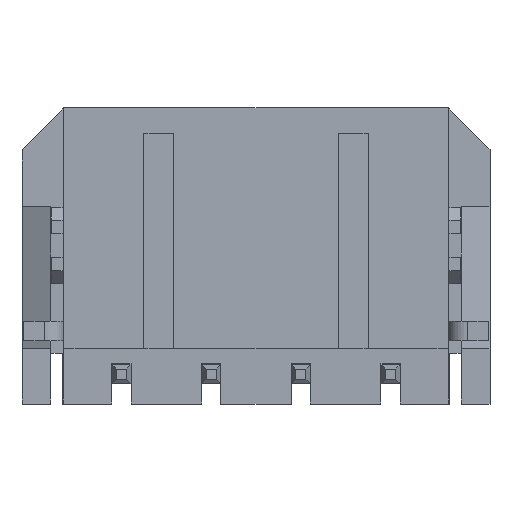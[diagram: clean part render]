
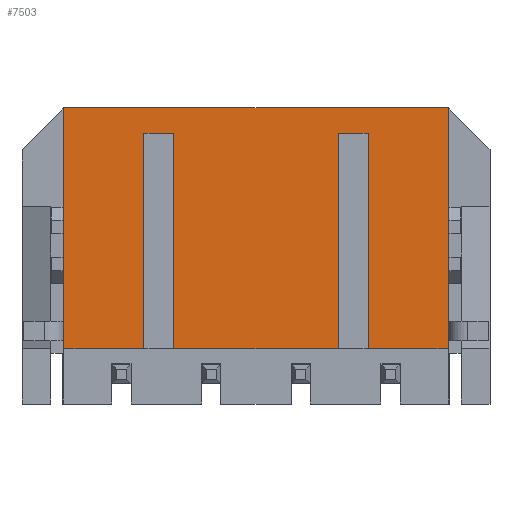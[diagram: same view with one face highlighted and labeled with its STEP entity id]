
A CAD part, front view. The second image highlights one B-rep face of the part: STEP entity #7503.
In plain terms, the highlighted planar face has unit normal (0, -1, 0).
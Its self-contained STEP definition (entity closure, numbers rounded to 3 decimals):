
#2329=DIRECTION('',(0.,0.,1.));
#2330=VECTOR('',#2329,7.2);
#2331=CARTESIAN_POINT('',(-2.75,-1.93,-3.1));
#2332=LINE('',#2331,#2330);
#2333=DIRECTION('',(1.,0.,0.));
#2334=VECTOR('',#2333,1.);
#2335=CARTESIAN_POINT('',(-3.75,-1.93,4.1));
#2336=LINE('',#2335,#2334);
#2337=DIRECTION('',(0.,0.,1.));
#2338=VECTOR('',#2337,7.2);
#2339=CARTESIAN_POINT('',(-3.75,-1.93,-3.1));
#2340=LINE('',#2339,#2338);
#2341=DIRECTION('',(-1.,0.,0.));
#2342=VECTOR('',#2341,2.675);
#2343=CARTESIAN_POINT('',(-3.75,-1.93,-3.1));
#2344=LINE('',#2343,#2342);
#2345=DIRECTION('',(0.,0.,-1.));
#2346=VECTOR('',#2345,8.05);
#2347=CARTESIAN_POINT('',(-6.425,-1.93,4.95));
#2348=LINE('',#2347,#2346);
#2349=DIRECTION('',(1.,0.,0.));
#2350=VECTOR('',#2349,12.85);
#2351=CARTESIAN_POINT('',(-6.425,-1.93,4.95));
#2352=LINE('',#2351,#2350);
#2353=DIRECTION('',(0.,0.,-1.));
#2354=VECTOR('',#2353,8.05);
#2355=CARTESIAN_POINT('',(6.425,-1.93,4.95));
#2356=LINE('',#2355,#2354);
#2357=DIRECTION('',(-1.,0.,0.));
#2358=VECTOR('',#2357,2.675);
#2359=CARTESIAN_POINT('',(6.425,-1.93,-3.1));
#2360=LINE('',#2359,#2358);
#2361=DIRECTION('',(0.,0.,1.));
#2362=VECTOR('',#2361,7.2);
#2363=CARTESIAN_POINT('',(3.75,-1.93,-3.1));
#2364=LINE('',#2363,#2362);
#2365=DIRECTION('',(-1.,0.,0.));
#2366=VECTOR('',#2365,1.);
#2367=CARTESIAN_POINT('',(3.75,-1.93,4.1));
#2368=LINE('',#2367,#2366);
#2369=DIRECTION('',(0.,0.,1.));
#2370=VECTOR('',#2369,7.2);
#2371=CARTESIAN_POINT('',(2.75,-1.93,-3.1));
#2372=LINE('',#2371,#2370);
#2373=DIRECTION('',(-1.,0.,0.));
#2374=VECTOR('',#2373,5.5);
#2375=CARTESIAN_POINT('',(2.75,-1.93,-3.1));
#2376=LINE('',#2375,#2374);
#3473=CARTESIAN_POINT('',(2.75,-1.93,-3.1));
#3474=CARTESIAN_POINT('',(2.75,-1.93,4.1));
#3475=VERTEX_POINT('',#3473);
#3476=VERTEX_POINT('',#3474);
#3477=CARTESIAN_POINT('',(3.75,-1.93,-3.1));
#3478=CARTESIAN_POINT('',(3.75,-1.93,4.1));
#3479=VERTEX_POINT('',#3477);
#3480=VERTEX_POINT('',#3478);
#4013=CARTESIAN_POINT('',(-6.425,-1.93,4.95));
#4014=CARTESIAN_POINT('',(-6.425,-1.93,-3.1));
#4015=VERTEX_POINT('',#4013);
#4016=VERTEX_POINT('',#4014);
#4017=CARTESIAN_POINT('',(6.425,-1.93,4.95));
#4018=CARTESIAN_POINT('',(6.425,-1.93,-3.1));
#4019=VERTEX_POINT('',#4017);
#4020=VERTEX_POINT('',#4018);
#4129=CARTESIAN_POINT('',(-2.75,-1.93,4.1));
#4130=VERTEX_POINT('',#4129);
#4131=CARTESIAN_POINT('',(-2.75,-1.93,-3.1));
#4132=VERTEX_POINT('',#4131);
#4133=CARTESIAN_POINT('',(-3.75,-1.93,-3.1));
#4134=VERTEX_POINT('',#4133);
#4135=CARTESIAN_POINT('',(-3.75,-1.93,4.1));
#4136=VERTEX_POINT('',#4135);
#7477=CARTESIAN_POINT('',(-7.825,-1.93,4.95));
#7478=DIRECTION('',(0.,-1.,0.));
#7479=DIRECTION('',(0.,0.,-1.));
#7480=AXIS2_PLACEMENT_3D('',#7477,#7478,#7479);
#7481=PLANE('',#7480);
#7483=ORIENTED_EDGE('',*,*,#7482,.T.);
#7485=ORIENTED_EDGE('',*,*,#7484,.F.);
#7487=ORIENTED_EDGE('',*,*,#7486,.F.);
#7488=ORIENTED_EDGE('',*,*,#7452,.T.);
#7490=ORIENTED_EDGE('',*,*,#7489,.F.);
#7491=ORIENTED_EDGE('',*,*,#4624,.T.);
#7492=ORIENTED_EDGE('',*,*,#6729,.T.);
#7493=ORIENTED_EDGE('',*,*,#7468,.T.);
#7495=ORIENTED_EDGE('',*,*,#7494,.T.);
#7497=ORIENTED_EDGE('',*,*,#7496,.T.);
#7499=ORIENTED_EDGE('',*,*,#7498,.F.);
#7500=ORIENTED_EDGE('',*,*,#7460,.T.);
#7501=EDGE_LOOP('',(#7483,#7485,#7487,#7488,#7490,#7491,#7492,#7493,#7495,#7497,
#7499,#7500));
#7502=FACE_OUTER_BOUND('',#7501,.F.);
#7503=ADVANCED_FACE('',(#7502),#7481,.T.);
#4624=EDGE_CURVE('',#4015,#4019,#2352,.T.);
#6729=EDGE_CURVE('',#4019,#4020,#2356,.T.);
#7452=EDGE_CURVE('',#4134,#4016,#2344,.T.);
#7460=EDGE_CURVE('',#3475,#4132,#2376,.T.);
#7468=EDGE_CURVE('',#4020,#3479,#2360,.T.);
#7482=EDGE_CURVE('',#4132,#4130,#2332,.T.);
#7484=EDGE_CURVE('',#4136,#4130,#2336,.T.);
#7486=EDGE_CURVE('',#4134,#4136,#2340,.T.);
#7489=EDGE_CURVE('',#4015,#4016,#2348,.T.);
#7494=EDGE_CURVE('',#3479,#3480,#2364,.T.);
#7496=EDGE_CURVE('',#3480,#3476,#2368,.T.);
#7498=EDGE_CURVE('',#3475,#3476,#2372,.T.);
